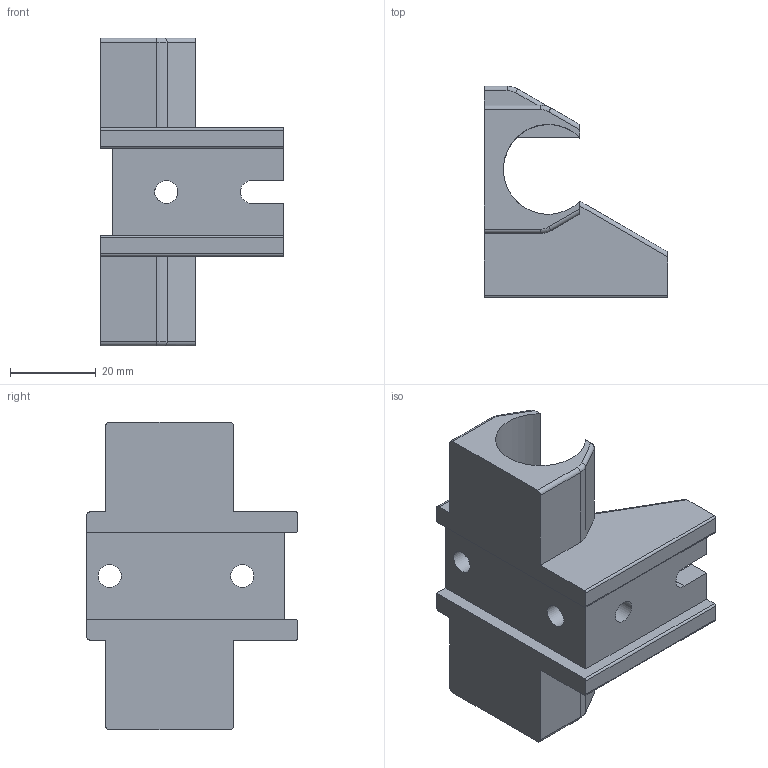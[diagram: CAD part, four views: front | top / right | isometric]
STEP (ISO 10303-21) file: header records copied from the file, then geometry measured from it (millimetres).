
FILE_DESCRIPTION(/* description */ (''),/* implementation_level */ '2;1');
FILE_NAME(/* name */ 'Z Axis Bearing Holder 1.0.stp',/* time_stamp */ '2018-03-11T14:31:15-03:00',/* author */ ('bl'),/* organization */ (''),/* preprocessor_version */ 'ST-DEVELOPER v16.13',/* originating_system */ 'Autodesk Inventor 2018',/* authorisation */ '');
FILE_SCHEMA (('AUTOMOTIVE_DESIGN { 1 0 10303 214 3 1 1 }'));
Length unit declared in the file: millimetre
Products named in the file (1): Z Axis Bearing Holder 1.0
Bounding box: 43 x 49.5 x 72 mm (x, y, z)
Volume: 35396 mm3; surface area: 15094.7 mm2
Topology: 1 solids, 1 shells, 78 faces, 214 edges, 138 vertices
Faces by surface type: plane 42, cylinder 30, torus 6
Full cylindrical faces by diameter (mm): 5.4 x4
Entity records: 2529 total; most frequent: CARTESIAN_POINT 466, DIRECTION 432, ORIENTED_EDGE 416, EDGE_CURVE 208, AXIS2_PLACEMENT_3D 148, LINE 136, VECTOR 136, VERTEX_POINT 136
